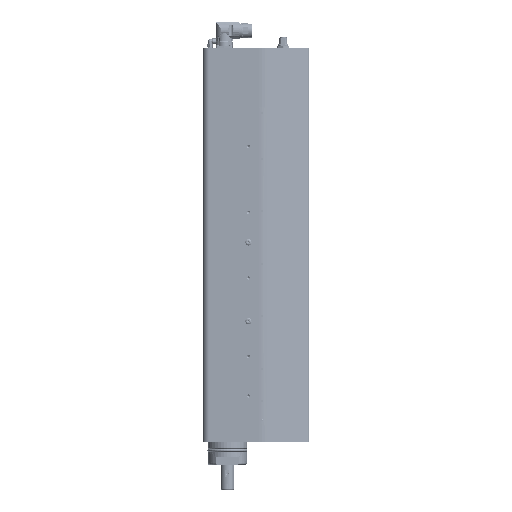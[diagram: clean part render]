
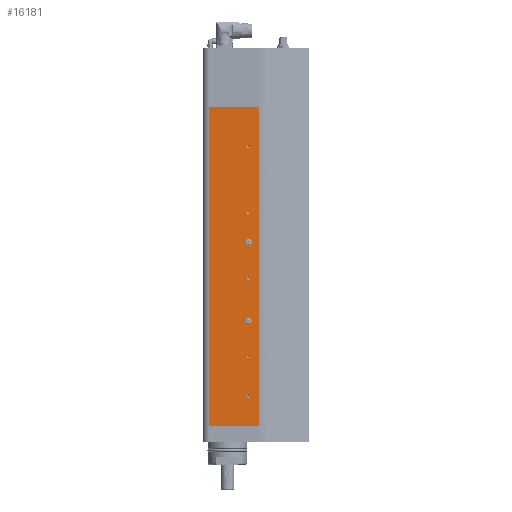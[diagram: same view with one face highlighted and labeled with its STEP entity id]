
A CAD part, left-side view. The second image highlights one B-rep face of the part: STEP entity #16181.
In plain terms, the highlighted planar face has unit normal (-1, 0, 0).
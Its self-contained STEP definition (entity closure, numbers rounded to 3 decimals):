
#2845 = CIRCLE ( 'NONE', #102442, 5. ) ;
#3103 = AXIS2_PLACEMENT_3D ( 'NONE', #77996, #77093, #58146 ) ;
#4339 = CIRCLE ( 'NONE', #100899, 2.5 ) ;
#6765 = FACE_BOUND ( 'NONE', #69285, .T. ) ;
#7432 = CARTESIAN_POINT ( 'NONE',  ( -37.5, -32., 189. ) ) ;
#7799 = EDGE_LOOP ( 'NONE', ( #156830 ) ) ;
#15781 = CIRCLE ( 'NONE', #130049, 2.5 ) ;
#16181 = ADVANCED_FACE ( 'NONE', ( #148774, #75536, #132365, #49807, #78223, #48005, #6765, #105751 ), #134205, .F. ) ;
#18315 = DIRECTION ( 'NONE',  ( 0., 0., 1. ) ) ;
#22710 = VECTOR ( 'NONE', #102513, 1000. ) ;
#22982 = CARTESIAN_POINT ( 'NONE',  ( -37.5, -32., 309. ) ) ;
#24059 = EDGE_CURVE ( 'NONE', #55563, #55563, #15781, .T. ) ;
#27881 = EDGE_CURVE ( 'NONE', #106154, #127522, #132750, .T. ) ;
#34944 = VERTEX_POINT ( 'NONE', #7432 ) ;
#35280 = CARTESIAN_POINT ( 'NONE',  ( -37.5, -32., 252.5 ) ) ;
#36832 = CARTESIAN_POINT ( 'NONE',  ( -37.5, -32., 450. ) ) ;
#37051 = EDGE_CURVE ( 'NONE', #85937, #38133, #157899, .T. ) ;
#38133 = VERTEX_POINT ( 'NONE', #155099 ) ;
#38175 = CIRCLE ( 'NONE', #3103, 5. ) ;
#38547 = EDGE_CURVE ( 'NONE', #85937, #127522, #132509, .T. ) ;
#40233 = EDGE_LOOP ( 'NONE', ( #71853, #118502, #102436, #125041 ) ) ;
#43101 = CARTESIAN_POINT ( 'NONE',  ( -37.5, 37.5, 24. ) ) ;
#44039 = DIRECTION ( 'NONE',  ( -1., 0., 0. ) ) ;
#44488 = VERTEX_POINT ( 'NONE', #164839 ) ;
#47483 = CARTESIAN_POINT ( 'NONE',  ( -37.5, -48.229, 510. ) ) ;
#47708 = EDGE_LOOP ( 'NONE', ( #92553 ) ) ;
#48005 = FACE_BOUND ( 'NONE', #114574, .T. ) ;
#49807 = FACE_BOUND ( 'NONE', #7799, .T. ) ;
#50637 = ORIENTED_EDGE ( 'NONE', *, *, #178361, .F. ) ;
#55563 = VERTEX_POINT ( 'NONE', #72049 ) ;
#56359 = CARTESIAN_POINT ( 'NONE',  ( -37.5, -32., 70. ) ) ;
#57737 = LINE ( 'NONE', #43101, #92418 ) ;
#58146 = DIRECTION ( 'NONE',  ( 0., 0., 1. ) ) ;
#60750 = CARTESIAN_POINT ( 'NONE',  ( -37.5, 27.5, 24. ) ) ;
#63722 = EDGE_CURVE ( 'NONE', #106154, #38133, #57737, .T. ) ;
#67338 = EDGE_LOOP ( 'NONE', ( #120633 ) ) ;
#69123 = CIRCLE ( 'NONE', #75062, 2.5 ) ;
#69285 = EDGE_LOOP ( 'NONE', ( #164234 ) ) ;
#69545 = DIRECTION ( 'NONE',  ( -1., 0., 0. ) ) ;
#70616 = VERTEX_POINT ( 'NONE', #71529 ) ;
#71529 = CARTESIAN_POINT ( 'NONE',  ( -37.5, -32., 72.5 ) ) ;
#71853 = ORIENTED_EDGE ( 'NONE', *, *, #38547, .F. ) ;
#72049 = CARTESIAN_POINT ( 'NONE',  ( -37.5, -32., 132.5 ) ) ;
#75062 = AXIS2_PLACEMENT_3D ( 'NONE', #131109, #86186, #18315 ) ;
#75405 = DIRECTION ( 'NONE',  ( 0., 0., 1. ) ) ;
#75536 = FACE_BOUND ( 'NONE', #47708, .T. ) ;
#75681 = CARTESIAN_POINT ( 'NONE',  ( -37.5, 27.5, 509.999 ) ) ;
#77093 = DIRECTION ( 'NONE',  ( -1., 0., 0. ) ) ;
#77996 = CARTESIAN_POINT ( 'NONE',  ( -37.5, -32., 184. ) ) ;
#78223 = FACE_BOUND ( 'NONE', #67338, .T. ) ;
#79225 = VERTEX_POINT ( 'NONE', #162621 ) ;
#81088 = CARTESIAN_POINT ( 'NONE',  ( -37.5, -32., 350. ) ) ;
#81203 = CIRCLE ( 'NONE', #151405, 2.5 ) ;
#85711 = DIRECTION ( 'NONE',  ( 0., 0., 1. ) ) ;
#85937 = VERTEX_POINT ( 'NONE', #142864 ) ;
#86186 = DIRECTION ( 'NONE',  ( -1., 0., 0. ) ) ;
#91338 = CIRCLE ( 'NONE', #155670, 2.5 ) ;
#92418 = VECTOR ( 'NONE', #99925, 1000. ) ;
#92553 = ORIENTED_EDGE ( 'NONE', *, *, #169494, .F. ) ;
#94899 = AXIS2_PLACEMENT_3D ( 'NONE', #104864, #146976, #160726 ) ;
#95742 = DIRECTION ( 'NONE',  ( -1., 0., 0. ) ) ;
#96536 = CARTESIAN_POINT ( 'NONE',  ( -37.5, -48.229, 509.999 ) ) ;
#97060 = CARTESIAN_POINT ( 'NONE',  ( -37.5, -32., 130. ) ) ;
#99925 = DIRECTION ( 'NONE',  ( 0., 1., 0. ) ) ;
#100899 = AXIS2_PLACEMENT_3D ( 'NONE', #81088, #95742, #151609 ) ;
#102436 = ORIENTED_EDGE ( 'NONE', *, *, #63722, .F. ) ;
#102442 = AXIS2_PLACEMENT_3D ( 'NONE', #157649, #44039, #154909 ) ;
#102513 = DIRECTION ( 'NONE',  ( 0., 0., 1. ) ) ;
#104864 = CARTESIAN_POINT ( 'NONE',  ( -37.5, 37.5, 24. ) ) ;
#105751 = FACE_OUTER_BOUND ( 'NONE', #40233, .T. ) ;
#106154 = VERTEX_POINT ( 'NONE', #109210 ) ;
#106992 = ORIENTED_EDGE ( 'NONE', *, *, #146528, .F. ) ;
#109210 = CARTESIAN_POINT ( 'NONE',  ( -37.5, -48.229, 24. ) ) ;
#114574 = EDGE_LOOP ( 'NONE', ( #106992 ) ) ;
#117579 = DIRECTION ( 'NONE',  ( -1., 0., 0. ) ) ;
#118502 = ORIENTED_EDGE ( 'NONE', *, *, #37051, .T. ) ;
#120633 = ORIENTED_EDGE ( 'NONE', *, *, #179629, .F. ) ;
#125041 = ORIENTED_EDGE ( 'NONE', *, *, #27881, .T. ) ;
#127522 = VERTEX_POINT ( 'NONE', #96536 ) ;
#130049 = AXIS2_PLACEMENT_3D ( 'NONE', #97060, #69545, #144660 ) ;
#130754 = VECTOR ( 'NONE', #131622, 1000. ) ;
#131109 = CARTESIAN_POINT ( 'NONE',  ( -37.5, -32., 250. ) ) ;
#131622 = DIRECTION ( 'NONE',  ( 0., -1., 0. ) ) ;
#132365 = FACE_BOUND ( 'NONE', #158851, .T. ) ;
#132509 = LINE ( 'NONE', #75681, #130754 ) ;
#132750 = LINE ( 'NONE', #47483, #22710 ) ;
#134205 = PLANE ( 'NONE',  #94899 ) ;
#138929 = EDGE_CURVE ( 'NONE', #44488, #44488, #4339, .T. ) ;
#142864 = CARTESIAN_POINT ( 'NONE',  ( -37.5, 27.5, 509.999 ) ) ;
#144660 = DIRECTION ( 'NONE',  ( 0., 0., 1. ) ) ;
#145597 = EDGE_CURVE ( 'NONE', #175135, #175135, #2845, .T. ) ;
#146528 = EDGE_CURVE ( 'NONE', #34944, #34944, #38175, .T. ) ;
#146976 = DIRECTION ( 'NONE',  ( 1., 0., 0. ) ) ;
#148774 = FACE_BOUND ( 'NONE', #153388, .T. ) ;
#151405 = AXIS2_PLACEMENT_3D ( 'NONE', #36832, #117579, #75405 ) ;
#151609 = DIRECTION ( 'NONE',  ( 0., 0., 1. ) ) ;
#153388 = EDGE_LOOP ( 'NONE', ( #158849 ) ) ;
#154909 = DIRECTION ( 'NONE',  ( 0., 0., 1. ) ) ;
#155099 = CARTESIAN_POINT ( 'NONE',  ( -37.5, 27.5, 24. ) ) ;
#155670 = AXIS2_PLACEMENT_3D ( 'NONE', #56359, #178558, #85711 ) ;
#156830 = ORIENTED_EDGE ( 'NONE', *, *, #138929, .F. ) ;
#157649 = CARTESIAN_POINT ( 'NONE',  ( -37.5, -32., 304. ) ) ;
#157899 = LINE ( 'NONE', #60750, #177409 ) ;
#158849 = ORIENTED_EDGE ( 'NONE', *, *, #24059, .F. ) ;
#158851 = EDGE_LOOP ( 'NONE', ( #50637 ) ) ;
#160726 = DIRECTION ( 'NONE',  ( 0., -1., 0. ) ) ;
#162621 = CARTESIAN_POINT ( 'NONE',  ( -37.5, -32., 452.5 ) ) ;
#164234 = ORIENTED_EDGE ( 'NONE', *, *, #145597, .F. ) ;
#164839 = CARTESIAN_POINT ( 'NONE',  ( -37.5, -32., 352.5 ) ) ;
#169494 = EDGE_CURVE ( 'NONE', #70616, #70616, #91338, .T. ) ;
#171660 = DIRECTION ( 'NONE',  ( 0., 0., -1. ) ) ;
#173661 = VERTEX_POINT ( 'NONE', #35280 ) ;
#175135 = VERTEX_POINT ( 'NONE', #22982 ) ;
#177409 = VECTOR ( 'NONE', #171660, 1000. ) ;
#178361 = EDGE_CURVE ( 'NONE', #173661, #173661, #69123, .T. ) ;
#178558 = DIRECTION ( 'NONE',  ( -1., 0., 0. ) ) ;
#179629 = EDGE_CURVE ( 'NONE', #79225, #79225, #81203, .T. ) ;
